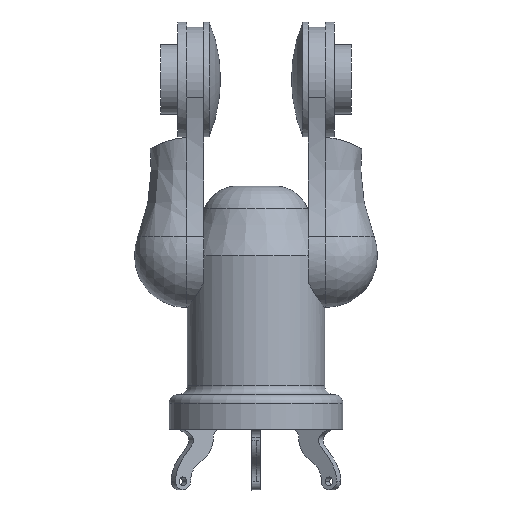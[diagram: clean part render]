
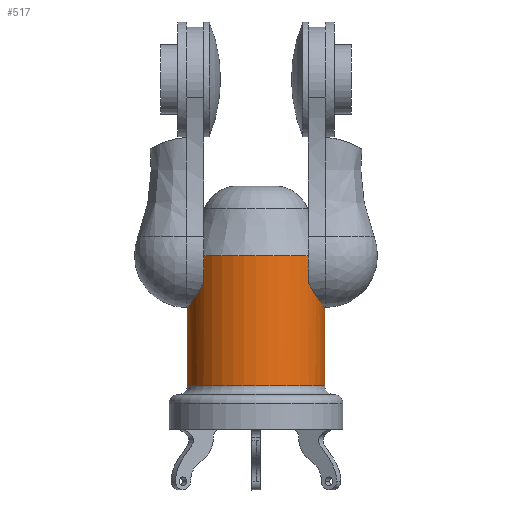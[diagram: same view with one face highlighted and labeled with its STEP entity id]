
A CAD part, front view. The second image highlights one B-rep face of the part: STEP entity #517.
In plain terms, the highlighted cylindrical face has radius 39.5 mm (diameter 79 mm), a partial arc.
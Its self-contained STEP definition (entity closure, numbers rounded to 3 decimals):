
#258 = ORIENTED_EDGE ( 'NONE', *, *, #3734, .T. ) ;
#286 = CARTESIAN_POINT ( 'NONE',  ( 33.654, -20.686, -123.277 ) ) ;
#299 = CARTESIAN_POINT ( 'NONE',  ( 39.153, -5.39, -131.083 ) ) ;
#336 = ORIENTED_EDGE ( 'NONE', *, *, #2905, .F. ) ;
#365 = LINE ( 'NONE', #1859, #3205 ) ;
#418 = EDGE_CURVE ( 'NONE', #3050, #1170, #3988, .T. ) ;
#449 = ORIENTED_EDGE ( 'NONE', *, *, #1023, .T. ) ;
#517 = ADVANCED_FACE ( 'NONE', ( #3987 ), #3742, .T. ) ;
#613 = ORIENTED_EDGE ( 'NONE', *, *, #2757, .F. ) ;
#647 = CARTESIAN_POINT ( 'NONE',  ( 34.471, -19.294, -124.522 ) ) ;
#654 = DIRECTION ( 'NONE',  ( 0., 0., 1. ) ) ;
#664 = CARTESIAN_POINT ( 'NONE',  ( 39.412, -2.726, -131.424 ) ) ;
#706 = LINE ( 'NONE', #4135, #3541 ) ;
#780 = LINE ( 'NONE', #1069, #4600 ) ;
#975 = VERTEX_POINT ( 'NONE', #4055 ) ;
#1023 = EDGE_CURVE ( 'NONE', #2739, #2530, #3373, .T. ) ;
#1029 = CARTESIAN_POINT ( 'NONE',  ( 35.524, -17.309, -126.076 ) ) ;
#1041 = CARTESIAN_POINT ( 'NONE',  ( 39.5, -0.683, -131.541 ) ) ;
#1069 = CARTESIAN_POINT ( 'NONE',  ( 30., -25.695, -181.541 ) ) ;
#1170 = VERTEX_POINT ( 'NONE', #1219 ) ;
#1219 = CARTESIAN_POINT ( 'NONE',  ( -39.5, 0., -131.541 ) ) ;
#1245 = ORIENTED_EDGE ( 'NONE', *, *, #418, .T. ) ;
#1380 = CARTESIAN_POINT ( 'NONE',  ( 30., -25.695, -117.025 ) ) ;
#1395 = CARTESIAN_POINT ( 'NONE',  ( 36.93, -14.067, -128.069 ) ) ;
#1416 = CARTESIAN_POINT ( 'NONE',  ( -30., -25.695, -117.025 ) ) ;
#1480 = CARTESIAN_POINT ( 'NONE',  ( -32.819, -21.987, -121.961 ) ) ;
#1493 = CARTESIAN_POINT ( 'NONE',  ( -32.252, -22.81, -121.037 ) ) ;
#1505 = CARTESIAN_POINT ( 'NONE',  ( -31.966, -23.209, -120.559 ) ) ;
#1689 = AXIS2_PLACEMENT_3D ( 'NONE', #3462, #3445, #3429 ) ;
#1714 = LINE ( 'NONE', #3916, #2575 ) ;
#1730 = ORIENTED_EDGE ( 'NONE', *, *, #3361, .T. ) ;
#1748 = CARTESIAN_POINT ( 'NONE',  ( 30.556, -25.036, -118.081 ) ) ;
#1754 = CARTESIAN_POINT ( 'NONE',  ( -34.473, -19.316, -124.529 ) ) ;
#1763 = CARTESIAN_POINT ( 'NONE',  ( 37.91, -11.112, -129.414 ) ) ;
#1774 = CARTESIAN_POINT ( 'NONE',  ( -33.932, -20.247, -123.713 ) ) ;
#1781 = CARTESIAN_POINT ( 'NONE',  ( -33.1, -21.562, -122.409 ) ) ;
#1796 = CARTESIAN_POINT ( 'NONE',  ( -36.93, -14.068, -128.069 ) ) ;
#1810 = CARTESIAN_POINT ( 'NONE',  ( -36.004, -16.291, -126.765 ) ) ;
#1814 = ORIENTED_EDGE ( 'NONE', *, *, #1820, .F. ) ;
#1820 = EDGE_CURVE ( 'NONE', #1922, #4442, #2308, .T. ) ;
#1830 = CARTESIAN_POINT ( 'NONE',  ( -35.509, -17.339, -126.054 ) ) ;
#1859 = CARTESIAN_POINT ( 'NONE',  ( -39.5, 0., -181.541 ) ) ;
#1922 = VERTEX_POINT ( 'NONE', #4079 ) ;
#2023 = CARTESIAN_POINT ( 'NONE',  ( -39.5, -1.357, -131.541 ) ) ;
#2096 = CARTESIAN_POINT ( 'NONE',  ( -39.43, -2.701, -131.449 ) ) ;
#2118 = CARTESIAN_POINT ( 'NONE',  ( 31.405, -23.963, -119.601 ) ) ;
#2132 = CARTESIAN_POINT ( 'NONE',  ( 38.409, -9.24, -130.09 ) ) ;
#2139 = CARTESIAN_POINT ( 'NONE',  ( -39.225, -4.699, -131.178 ) ) ;
#2222 = CARTESIAN_POINT ( 'NONE',  ( -39.5, 0., -131.541 ) ) ;
#2223 = DIRECTION ( 'NONE',  ( 0., 0., 1. ) ) ;
#2235 = CARTESIAN_POINT ( 'NONE',  ( -31.111, -24.357, -119.098 ) ) ;
#2308 = B_SPLINE_CURVE_WITH_KNOTS ( 'NONE', 3,
 ( #1380, #3963, #1748, #4344, #2118, #4707, #2495, #286, #2868, #647, #3236, #1029, #3606, #1395, #3977, #1763, #4355, #2132, #4721, #2507, #299, #2882, #664, #3251, #1041, #3624 ),
 .UNSPECIFIED., .F., .F.,
 ( 4, 2, 2, 2, 2, 2, 2, 2, 2, 2, 2, 2, 4 ),
 ( 0.017, 0.019, 0.021, 0.025, 0.027, 0.029, 0.033, 0.037, 0.039, 0.041, 0.045, 0.047, 0.049 ),
 .UNSPECIFIED. ) ;
#2336 = EDGE_CURVE ( 'NONE', #2739, #1170, #365, .T. ) ;
#2352 = CARTESIAN_POINT ( 'NONE',  ( -30., -25.695, -117.025 ) ) ;
#2414 = VERTEX_POINT ( 'NONE', #4495 ) ;
#2495 = CARTESIAN_POINT ( 'NONE',  ( 32.822, -22.002, -121.972 ) ) ;
#2507 = CARTESIAN_POINT ( 'NONE',  ( 38.951, -6.692, -130.815 ) ) ;
#2530 = VERTEX_POINT ( 'NONE', #4166 ) ;
#2575 = VECTOR ( 'NONE', #3538, 1000. ) ;
#2610 = AXIS2_PLACEMENT_3D ( 'NONE', #3044, #3909, #4738 ) ;
#2739 = VERTEX_POINT ( 'NONE', #3599 ) ;
#2757 = EDGE_CURVE ( 'NONE', #2414, #975, #3008, .T. ) ;
#2775 = CARTESIAN_POINT ( 'NONE',  ( -39.14, -5.362, -131.065 ) ) ;
#2811 = CARTESIAN_POINT ( 'NONE',  ( -38.937, -6.681, -130.795 ) ) ;
#2814 = EDGE_LOOP ( 'NONE', ( #4470, #449, #258, #1814, #1730, #613, #336, #1245 ) ) ;
#2831 = CARTESIAN_POINT ( 'NONE',  ( -38.818, -7.341, -130.636 ) ) ;
#2847 = CARTESIAN_POINT ( 'NONE',  ( -38.418, -9.277, -130.102 ) ) ;
#2861 = CARTESIAN_POINT ( 'NONE',  ( -38.094, -10.519, -129.666 ) ) ;
#2868 = CARTESIAN_POINT ( 'NONE',  ( 33.929, -20.232, -123.7 ) ) ;
#2875 = CARTESIAN_POINT ( 'NONE',  ( 0., 0., -101.541 ) ) ;
#2876 = CARTESIAN_POINT ( 'NONE',  ( -37.35, -12.914, -128.65 ) ) ;
#2882 = CARTESIAN_POINT ( 'NONE',  ( 39.359, -3.397, -131.355 ) ) ;
#2905 = EDGE_CURVE ( 'NONE', #3050, #2414, #706, .T. ) ;
#2976 = CARTESIAN_POINT ( 'NONE',  ( 39.5, 0., -131.541 ) ) ;
#3008 = CIRCLE ( 'NONE', #4701, 39.5 ) ;
#3044 = CARTESIAN_POINT ( 'NONE',  ( 0., 0., -181.541 ) ) ;
#3050 = VERTEX_POINT ( 'NONE', #2352 ) ;
#3205 = VECTOR ( 'NONE', #2223, 1000. ) ;
#3236 = CARTESIAN_POINT ( 'NONE',  ( 34.739, -18.808, -124.921 ) ) ;
#3244 = DIRECTION ( 'NONE',  ( 1., 0., 0. ) ) ;
#3251 = CARTESIAN_POINT ( 'NONE',  ( 39.482, -1.371, -131.517 ) ) ;
#3361 = EDGE_CURVE ( 'NONE', #1922, #975, #780, .T. ) ;
#3373 = CIRCLE ( 'NONE', #1689, 39.5 ) ;
#3429 = DIRECTION ( 'NONE',  ( -1., 0., 0. ) ) ;
#3445 = DIRECTION ( 'NONE',  ( 0., 0., 1. ) ) ;
#3462 = CARTESIAN_POINT ( 'NONE',  ( 0., 0., -176.541 ) ) ;
#3538 = DIRECTION ( 'NONE',  ( 0., 0., 1. ) ) ;
#3541 = VECTOR ( 'NONE', #4120, 1000. ) ;
#3599 = CARTESIAN_POINT ( 'NONE',  ( -39.5, 0., -176.541 ) ) ;
#3606 = CARTESIAN_POINT ( 'NONE',  ( 36.017, -16.262, -126.783 ) ) ;
#3624 = CARTESIAN_POINT ( 'NONE',  ( 39.5, 0., -131.541 ) ) ;
#3734 = EDGE_CURVE ( 'NONE', #2530, #4442, #1714, .T. ) ;
#3742 = CYLINDRICAL_SURFACE ( 'NONE', #2610, 39.5 ) ;
#3909 = DIRECTION ( 'NONE',  ( 0., 0., 1. ) ) ;
#3916 = CARTESIAN_POINT ( 'NONE',  ( 39.5, 0., -181.541 ) ) ;
#3963 = CARTESIAN_POINT ( 'NONE',  ( 30.275, -25.374, -117.557 ) ) ;
#3977 = CARTESIAN_POINT ( 'NONE',  ( 37.349, -12.919, -128.648 ) ) ;
#3987 = FACE_OUTER_BOUND ( 'NONE', #2814, .T. ) ;
#3988 = B_SPLINE_CURVE_WITH_KNOTS ( 'NONE', 3,
 ( #1416, #4336, #2235, #1505, #1493, #1480, #1781, #1774, #1754, #1830, #1810, #1796, #2876, #2861, #2847, #2831, #2811, #2775, #2139, #2096, #2023, #2222 ),
 .UNSPECIFIED., .F., .F.,
 ( 4, 2, 2, 2, 2, 2, 2, 2, 2, 2, 4 ),
 ( 0.066, 0.07, 0.072, 0.074, 0.078, 0.082, 0.086, 0.09, 0.092, 0.094, 0.098 ),
 .UNSPECIFIED. ) ;
#4024 = DIRECTION ( 'NONE',  ( 0., 0., 1. ) ) ;
#4055 = CARTESIAN_POINT ( 'NONE',  ( 30., -25.695, -101.541 ) ) ;
#4079 = CARTESIAN_POINT ( 'NONE',  ( 30., -25.695, -117.025 ) ) ;
#4120 = DIRECTION ( 'NONE',  ( 0., 0., 1. ) ) ;
#4135 = CARTESIAN_POINT ( 'NONE',  ( -30., -25.695, -181.541 ) ) ;
#4166 = CARTESIAN_POINT ( 'NONE',  ( 39.5, 0., -176.541 ) ) ;
#4336 = CARTESIAN_POINT ( 'NONE',  ( -30.547, -25.057, -118.083 ) ) ;
#4344 = CARTESIAN_POINT ( 'NONE',  ( 31.121, -24.33, -119.103 ) ) ;
#4355 = CARTESIAN_POINT ( 'NONE',  ( 38.086, -10.493, -129.654 ) ) ;
#4442 = VERTEX_POINT ( 'NONE', #2976 ) ;
#4470 = ORIENTED_EDGE ( 'NONE', *, *, #2336, .F. ) ;
#4495 = CARTESIAN_POINT ( 'NONE',  ( -30., -25.695, -101.541 ) ) ;
#4600 = VECTOR ( 'NONE', #4024, 1000. ) ;
#4701 = AXIS2_PLACEMENT_3D ( 'NONE', #2875, #654, #3244 ) ;
#4707 = CARTESIAN_POINT ( 'NONE',  ( 32.255, -22.82, -121.054 ) ) ;
#4721 = CARTESIAN_POINT ( 'NONE',  ( 38.556, -8.608, -130.287 ) ) ;
#4738 = DIRECTION ( 'NONE',  ( 1., 0., 0. ) ) ;
